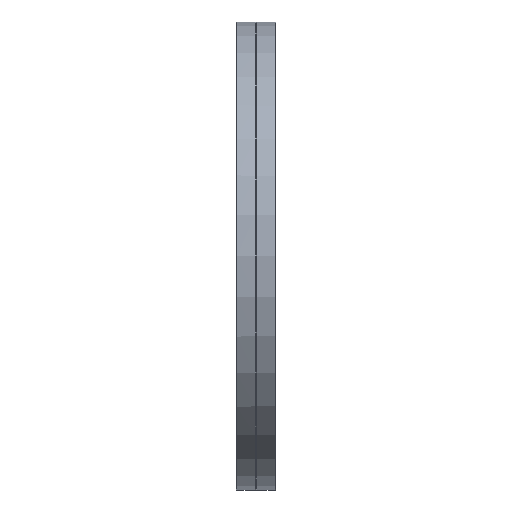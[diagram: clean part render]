
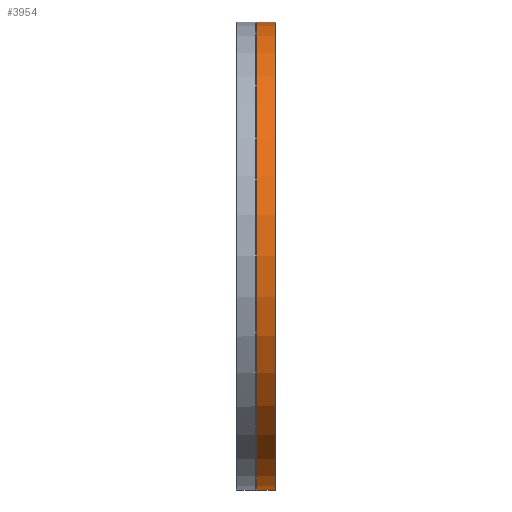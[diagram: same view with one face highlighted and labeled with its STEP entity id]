
A CAD part, left-side view. The second image highlights one B-rep face of the part: STEP entity #3954.
In plain terms, the highlighted cylindrical face has radius 152 mm (diameter 304 mm), a full revolution.
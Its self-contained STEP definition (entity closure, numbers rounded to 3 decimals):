
#339=CYLINDRICAL_SURFACE('',#4266,152.);
#404=FACE_OUTER_BOUND('',#668,.T.);
#668=EDGE_LOOP('',(#2765,#2766,#2767,#2768,#2769,#2770,#2771));
#931=LINE('',#5841,#1154);
#1154=VECTOR('',#4796,152.);
#1392=CIRCLE('',#4228,152.);
#1393=CIRCLE('',#4229,152.);
#1429=CIRCLE('',#4267,152.);
#1430=CIRCLE('',#4268,152.);
#1431=CIRCLE('',#4269,152.);
#1646=VERTEX_POINT('',#5758);
#1647=VERTEX_POINT('',#5759);
#1683=VERTEX_POINT('',#5835);
#1684=VERTEX_POINT('',#5836);
#1685=VERTEX_POINT('',#5838);
#2063=EDGE_CURVE('',#1646,#1647,#1392,.T.);
#2064=EDGE_CURVE('',#1647,#1646,#1393,.T.);
#2101=EDGE_CURVE('',#1683,#1684,#1429,.T.);
#2102=EDGE_CURVE('',#1685,#1683,#1430,.T.);
#2103=EDGE_CURVE('',#1684,#1685,#1431,.T.);
#2104=EDGE_CURVE('',#1684,#1647,#931,.T.);
#2765=ORIENTED_EDGE('',*,*,#2101,.F.);
#2766=ORIENTED_EDGE('',*,*,#2102,.F.);
#2767=ORIENTED_EDGE('',*,*,#2103,.F.);
#2768=ORIENTED_EDGE('',*,*,#2104,.T.);
#2769=ORIENTED_EDGE('',*,*,#2063,.F.);
#2770=ORIENTED_EDGE('',*,*,#2064,.F.);
#2771=ORIENTED_EDGE('',*,*,#2104,.F.);
#3954=ADVANCED_FACE('',(#404),#339,.T.);
#4228=AXIS2_PLACEMENT_3D('',#5760,#4711,#4712);
#4229=AXIS2_PLACEMENT_3D('',#5761,#4713,#4714);
#4266=AXIS2_PLACEMENT_3D('',#5834,#4788,#4789);
#4267=AXIS2_PLACEMENT_3D('',#5837,#4790,#4791);
#4268=AXIS2_PLACEMENT_3D('',#5839,#4792,#4793);
#4269=AXIS2_PLACEMENT_3D('',#5840,#4794,#4795);
#4711=DIRECTION('center_axis',(0.,-1.,0.));
#4712=DIRECTION('ref_axis',(1.,0.,0.));
#4713=DIRECTION('center_axis',(0.,-1.,0.));
#4714=DIRECTION('ref_axis',(1.,0.,0.));
#4788=DIRECTION('center_axis',(0.,1.,0.));
#4789=DIRECTION('ref_axis',(-1.,0.,0.));
#4790=DIRECTION('center_axis',(0.,1.,0.));
#4791=DIRECTION('ref_axis',(1.,0.,0.));
#4792=DIRECTION('center_axis',(0.,1.,0.));
#4793=DIRECTION('ref_axis',(1.,0.,0.));
#4794=DIRECTION('center_axis',(0.,1.,0.));
#4795=DIRECTION('ref_axis',(1.,0.,0.));
#4796=DIRECTION('',(0.,-1.,0.));
#5758=CARTESIAN_POINT('',(-152.,0.5,0.));
#5759=CARTESIAN_POINT('',(152.,0.5,0.));
#5760=CARTESIAN_POINT('Origin',(0.,0.5,0.));
#5761=CARTESIAN_POINT('Origin',(0.,0.5,0.));
#5834=CARTESIAN_POINT('Origin',(0.,6.231,0.));
#5835=CARTESIAN_POINT('',(-152.,12.463,0.));
#5836=CARTESIAN_POINT('',(152.,12.463,0.));
#5837=CARTESIAN_POINT('Origin',(0.,12.463,0.));
#5838=CARTESIAN_POINT('',(0.,12.463,-152.));
#5839=CARTESIAN_POINT('Origin',(0.,12.463,0.));
#5840=CARTESIAN_POINT('Origin',(0.,12.463,0.));
#5841=CARTESIAN_POINT('',(152.,6.231,0.));
